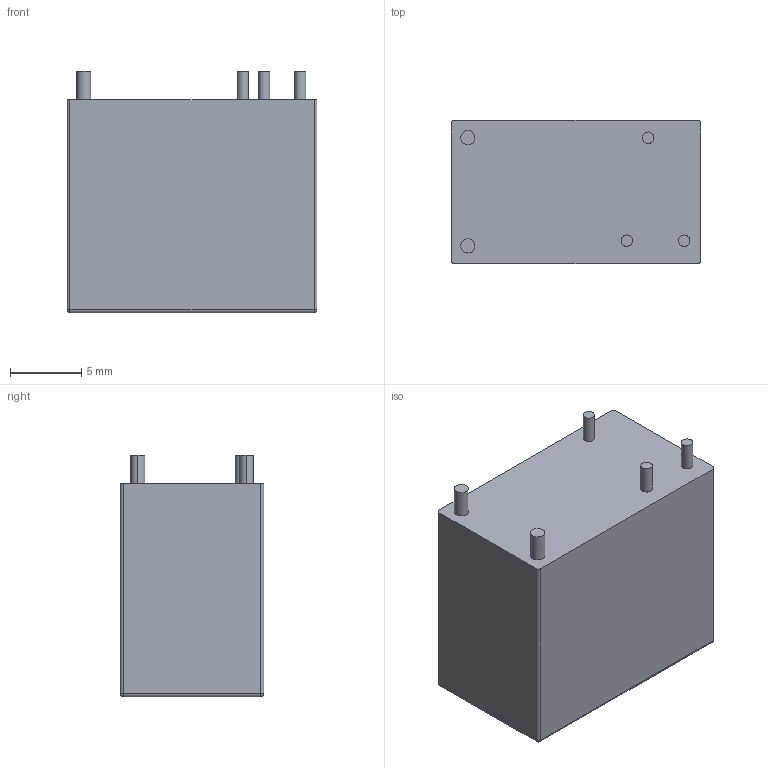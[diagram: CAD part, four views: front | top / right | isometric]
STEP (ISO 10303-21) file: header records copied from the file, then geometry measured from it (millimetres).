
FILE_DESCRIPTION (( 'STEP AP214' ), '1' );
FILE_NAME ('JZC-32FA.STEP', '2016-09-13T06:06:40', ( '' ), ( '' ), 'SwSTEP 2.0', 'SolidWorks 2016', '' );
FILE_SCHEMA (( 'AUTOMOTIVE_DESIGN' ));
Length unit declared in the file: millimetre
Products named in the file (1): JZC-32FA
Bounding box: 17.6 x 10.1 x 17 mm (x, y, z)
Volume: 2671.2 mm3; surface area: 1205.8 mm2
Topology: 1 solids, 1 shells, 36 faces, 76 edges, 44 vertices
Faces by surface type: cylinder 20, plane 12, sphere 4
Entity records: 1172 total; most frequent: DIRECTION 186, CARTESIAN_POINT 153, ORIENTED_EDGE 144, AXIS2_PLACEMENT_3D 77, EDGE_CURVE 72, VERTEX_POINT 44, EDGE_LOOP 42, CIRCLE 40
